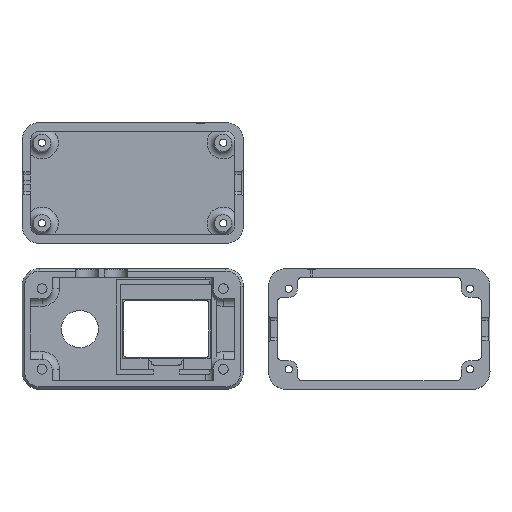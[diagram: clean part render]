
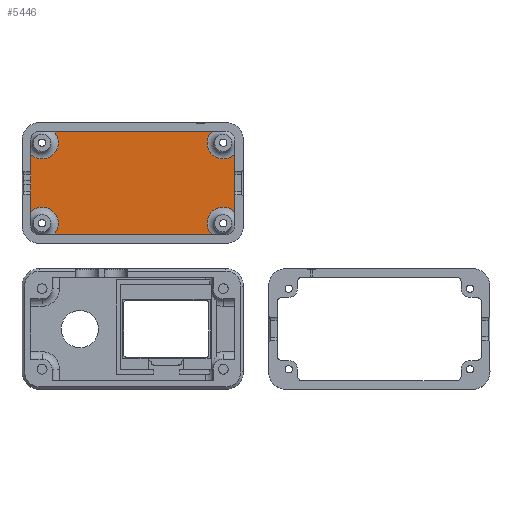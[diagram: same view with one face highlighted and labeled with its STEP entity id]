
A CAD part, top view. The second image highlights one B-rep face of the part: STEP entity #5446.
In plain terms, the highlighted planar face has unit normal (0, 0, 1).
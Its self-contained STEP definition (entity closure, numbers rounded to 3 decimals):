
#396=CIRCLE('',#5841,6.45);
#397=CIRCLE('',#5842,6.45);
#401=CIRCLE('',#5849,6.45);
#402=CIRCLE('',#5850,6.45);
#405=CIRCLE('',#5855,6.45);
#407=CIRCLE('',#5859,6.45);
#675=FACE_OUTER_BOUND('',#1011,.T.);
#1011=EDGE_LOOP('',(#3799,#3800,#3801,#3802,#3803,#3804,#3805,#3806,#3807,
#3808));
#1338=LINE('',#8498,#1793);
#1346=LINE('',#8541,#1801);
#1350=LINE('',#8572,#1805);
#1362=LINE('',#8721,#1817);
#1793=VECTOR('',#6437,10.);
#1801=VECTOR('',#6451,10.);
#1805=VECTOR('',#6457,10.);
#1817=VECTOR('',#6559,10.);
#2261=VERTEX_POINT('',#8486);
#2262=VERTEX_POINT('',#8497);
#2273=VERTEX_POINT('',#8529);
#2274=VERTEX_POINT('',#8540);
#2279=VERTEX_POINT('',#8560);
#2280=VERTEX_POINT('',#8571);
#2295=VERTEX_POINT('',#8666);
#2297=VERTEX_POINT('',#8689);
#2300=VERTEX_POINT('',#8704);
#2302=VERTEX_POINT('',#8719);
#2810=EDGE_CURVE('',#2261,#2262,#1338,.F.);
#2822=EDGE_CURVE('',#2273,#2274,#1346,.F.);
#2828=EDGE_CURVE('',#2279,#2280,#1350,.T.);
#2854=EDGE_CURVE('',#2295,#2273,#396,.T.);
#2855=EDGE_CURVE('',#2262,#2295,#397,.T.);
#2861=EDGE_CURVE('',#2297,#2279,#401,.T.);
#2862=EDGE_CURVE('',#2274,#2297,#402,.T.);
#2867=EDGE_CURVE('',#2280,#2300,#405,.T.);
#2871=EDGE_CURVE('',#2302,#2261,#407,.T.);
#2872=EDGE_CURVE('',#2300,#2302,#1362,.T.);
#3799=ORIENTED_EDGE('',*,*,#2871,.F.);
#3800=ORIENTED_EDGE('',*,*,#2872,.F.);
#3801=ORIENTED_EDGE('',*,*,#2867,.F.);
#3802=ORIENTED_EDGE('',*,*,#2828,.F.);
#3803=ORIENTED_EDGE('',*,*,#2861,.F.);
#3804=ORIENTED_EDGE('',*,*,#2862,.F.);
#3805=ORIENTED_EDGE('',*,*,#2822,.F.);
#3806=ORIENTED_EDGE('',*,*,#2854,.F.);
#3807=ORIENTED_EDGE('',*,*,#2855,.F.);
#3808=ORIENTED_EDGE('',*,*,#2810,.F.);
#5259=PLANE('',#5858);
#5446=ADVANCED_FACE('',(#675),#5259,.T.);
#5841=AXIS2_PLACEMENT_3D('',#8668,#6518,#6519);
#5842=AXIS2_PLACEMENT_3D('',#8669,#6520,#6521);
#5849=AXIS2_PLACEMENT_3D('',#8691,#6535,#6536);
#5850=AXIS2_PLACEMENT_3D('',#8692,#6537,#6538);
#5855=AXIS2_PLACEMENT_3D('',#8705,#6548,#6549);
#5858=AXIS2_PLACEMENT_3D('',#8718,#6555,#6556);
#5859=AXIS2_PLACEMENT_3D('',#8720,#6557,#6558);
#6437=DIRECTION('',(1.,0.,0.));
#6451=DIRECTION('',(0.,-1.,0.));
#6457=DIRECTION('',(1.,0.,0.));
#6518=DIRECTION('center_axis',(0.,0.,1.));
#6519=DIRECTION('ref_axis',(-1.,0.,0.));
#6520=DIRECTION('center_axis',(0.,0.,1.));
#6521=DIRECTION('ref_axis',(-1.,0.,0.));
#6535=DIRECTION('center_axis',(0.,0.,1.));
#6536=DIRECTION('ref_axis',(-1.,0.,0.));
#6537=DIRECTION('center_axis',(0.,0.,1.));
#6538=DIRECTION('ref_axis',(-1.,0.,0.));
#6548=DIRECTION('center_axis',(0.,0.,1.));
#6549=DIRECTION('ref_axis',(-1.,0.,0.));
#6555=DIRECTION('center_axis',(0.,0.,1.));
#6556=DIRECTION('ref_axis',(1.,0.,0.));
#6557=DIRECTION('center_axis',(0.,0.,1.));
#6558=DIRECTION('ref_axis',(-1.,0.,0.));
#6559=DIRECTION('',(0.,-1.,0.));
#8486=CARTESIAN_POINT('',(31.479,-20.6,-3.6));
#8497=CARTESIAN_POINT('',(-31.479,-20.6,-3.6));
#8498=CARTESIAN_POINT('',(-18.5,-20.6,-3.6));
#8529=CARTESIAN_POINT('',(-40.6,-11.479,-3.6));
#8540=CARTESIAN_POINT('',(-40.6,11.479,-3.6));
#8541=CARTESIAN_POINT('',(-40.6,8.5,-3.6));
#8560=CARTESIAN_POINT('',(-31.479,20.6,-3.6));
#8571=CARTESIAN_POINT('',(31.479,20.6,-3.6));
#8572=CARTESIAN_POINT('',(18.5,20.6,-3.6));
#8666=CARTESIAN_POINT('',(-29.55,-16.,-3.6));
#8668=CARTESIAN_POINT('Origin',(-36.,-16.,-3.6));
#8669=CARTESIAN_POINT('Origin',(-36.,-16.,-3.6));
#8689=CARTESIAN_POINT('',(-29.55,16.,-3.6));
#8691=CARTESIAN_POINT('Origin',(-36.,16.,-3.6));
#8692=CARTESIAN_POINT('Origin',(-36.,16.,-3.6));
#8704=CARTESIAN_POINT('',(40.6,11.479,-3.6));
#8705=CARTESIAN_POINT('Origin',(36.,16.,-3.6));
#8718=CARTESIAN_POINT('Origin',(0.,0.,-3.6));
#8719=CARTESIAN_POINT('',(40.6,-11.479,-3.6));
#8720=CARTESIAN_POINT('Origin',(36.,-16.,-3.6));
#8721=CARTESIAN_POINT('',(40.6,-8.5,-3.6));
